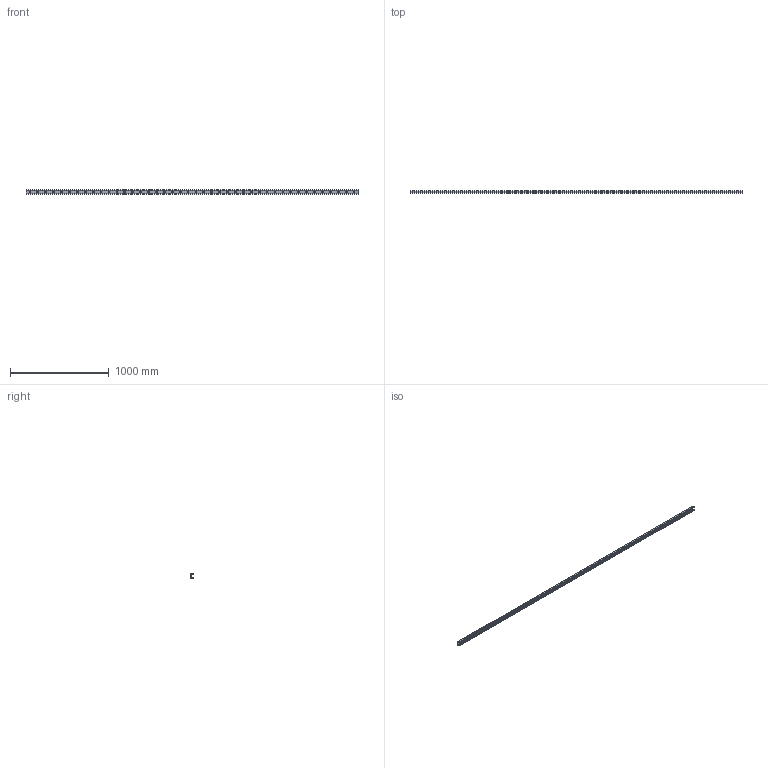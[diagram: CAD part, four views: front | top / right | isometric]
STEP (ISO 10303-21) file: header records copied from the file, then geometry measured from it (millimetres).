
FILE_DESCRIPTION((''),'2;1');
FILE_NAME('LCX 43-3360.C.stp','2016-04-28T09:42:25',('MRathmann'),(''),'Autodesk Inventor 2012','Autodesk Inventor 2012','');
FILE_SCHEMA(('CONFIG_CONTROL_DESIGN'));
Length unit declared in the file: millimetre
Products named in the file (1): LCX 43-3360.C
Bounding box: 3360 x 21 x 43 mm (x, y, z)
Volume: 1134037.1 mm3; surface area: 538195.6 mm2
Topology: 1 solids, 1 shells, 154 faces, 372 edges, 262 vertices
Faces by surface type: cylinder 97, plane 57
Full cylindrical faces by diameter (mm): 10.5 x42, 18 x42
Entity records: 4042 total; most frequent: DIRECTION 750, CARTESIAN_POINT 621, ORIENTED_EDGE 492, EDGE_LOOP 364, AXIS2_PLACEMENT_3D 349, EDGE_CURVE 246, VERTEX_POINT 220, FACE_BOUND 210
